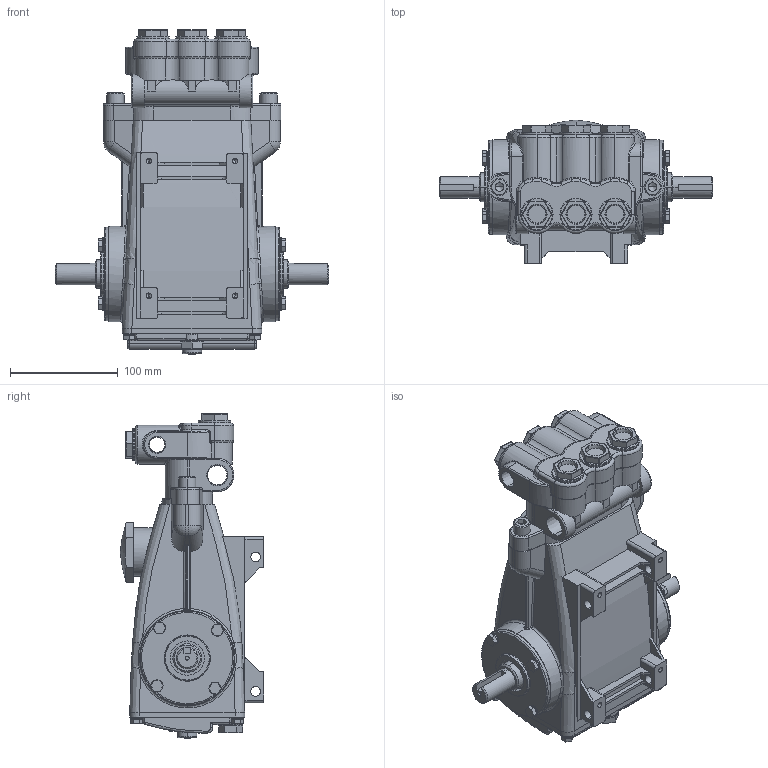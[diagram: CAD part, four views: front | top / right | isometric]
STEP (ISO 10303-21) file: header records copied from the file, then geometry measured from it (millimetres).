
FILE_DESCRIPTION (( 'STEP AP214' ), '1' );
FILE_NAME ('310.STEP', '2007-06-15T17:19:22', ( ' ' ), ( ' ' ), 'SwSTEP 2.0', 'SolidWorks 2007', '' );
FILE_SCHEMA (( 'AUTOMOTIVE_DESIGN' ));
Length unit declared in the file: inch
Products named in the file (5): Socket Head Cap Screw_AM_B18.3.1M - 10 x 1.5 x 35 Hex SHCS -- 35NHX; 44837; 5frame_drive_end; 310; 43849
Assembly tree (10 placements, depth 2):
  310
    43849  x6
    Socket Head Cap Screw_AM_B18.3.1M - 10 x 1.5 x 35 Hex SHCS -- 35NHX  x2
    44837
    5frame_drive_end
Bounding box: 254 x 133.35 x 301.75 mm (x, y, z)
Volume: 3244774.3 mm3; surface area: 245586.9 mm2
Topology: 10 solids, 10 shells, 1272 faces, 3012 edges, 1764 vertices
Faces by surface type: plane 529, cylinder 387, torus 130, bspline 127, cone 51, sphere 48
Entity records: 41061 total; most frequent: CARTESIAN_POINT 12408, DIRECTION 4977, ORIENTED_EDGE 4948, EDGE_CURVE 2474, AXIS2_PLACEMENT_3D 1936, VERTEX_POINT 1489, LINE 1105, VECTOR 1105
